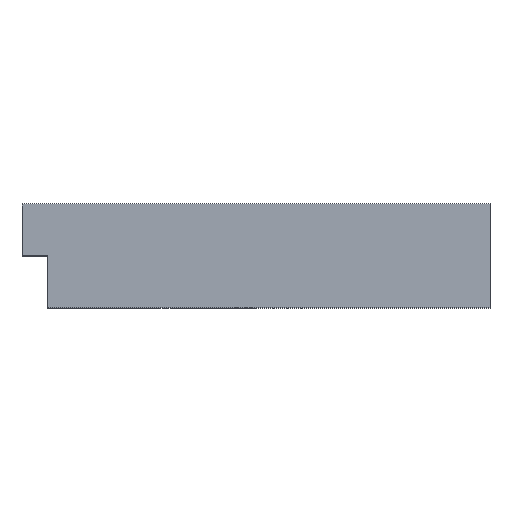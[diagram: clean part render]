
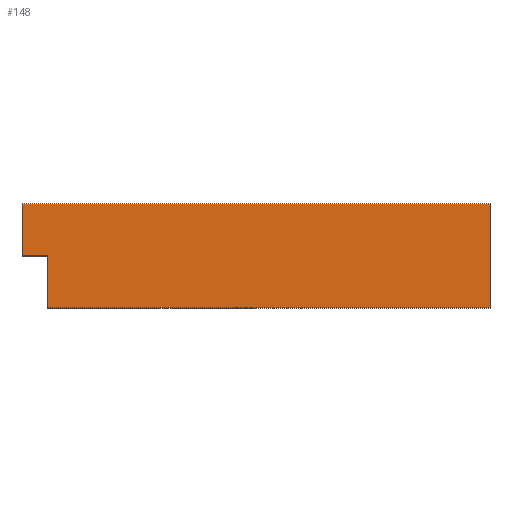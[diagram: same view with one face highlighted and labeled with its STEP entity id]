
A CAD part, top view. The second image highlights one B-rep face of the part: STEP entity #148.
In plain terms, the highlighted planar face has unit normal (0, 0, 1).
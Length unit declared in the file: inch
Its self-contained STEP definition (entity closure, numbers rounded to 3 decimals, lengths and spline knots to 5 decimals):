
#22=FACE_OUTER_BOUND('',#30,.T.);
#30=EDGE_LOOP('',(#127,#128,#129,#130,#131,#132));
#31=LINE('',#211,#49);
#35=LINE('',#219,#53);
#38=LINE('',#225,#56);
#41=LINE('',#231,#59);
#44=LINE('',#237,#62);
#47=LINE('',#242,#65);
#49=VECTOR('',#175,0.3937);
#53=VECTOR('',#181,0.3937);
#56=VECTOR('',#186,0.3937);
#59=VECTOR('',#191,0.3937);
#62=VECTOR('',#196,0.3937);
#65=VECTOR('',#201,0.3937);
#67=VERTEX_POINT('',#209);
#68=VERTEX_POINT('',#210);
#71=VERTEX_POINT('',#218);
#73=VERTEX_POINT('',#224);
#75=VERTEX_POINT('',#230);
#77=VERTEX_POINT('',#236);
#79=EDGE_CURVE('',#67,#68,#31,.T.);
#83=EDGE_CURVE('',#68,#71,#35,.T.);
#86=EDGE_CURVE('',#71,#73,#38,.T.);
#89=EDGE_CURVE('',#75,#73,#41,.T.);
#92=EDGE_CURVE('',#77,#75,#44,.T.);
#95=EDGE_CURVE('',#67,#77,#47,.T.);
#127=ORIENTED_EDGE('',*,*,#95,.F.);
#128=ORIENTED_EDGE('',*,*,#79,.T.);
#129=ORIENTED_EDGE('',*,*,#83,.T.);
#130=ORIENTED_EDGE('',*,*,#86,.T.);
#131=ORIENTED_EDGE('',*,*,#89,.F.);
#132=ORIENTED_EDGE('',*,*,#92,.F.);
#140=PLANE('',#170);
#148=ADVANCED_FACE('',(#22),#140,.F.);
#170=AXIS2_PLACEMENT_3D('',#245,#205,#206);
#175=DIRECTION('',(0.,-1.,0.));
#181=DIRECTION('',(1.,0.,0.));
#186=DIRECTION('',(0.,1.,0.));
#191=DIRECTION('',(1.,0.,0.));
#196=DIRECTION('',(0.,1.,0.));
#201=DIRECTION('',(-1.,0.,0.));
#205=DIRECTION('center_axis',(0.,0.,-1.));
#206=DIRECTION('ref_axis',(1.,0.,0.));
#209=CARTESIAN_POINT('',(-63.2367,1675.24701,-16.42206));
#210=CARTESIAN_POINT('',(-63.2367,1667.24701,-16.42206));
#211=CARTESIAN_POINT('',(-63.2367,1683.24701,-16.42206));
#218=CARTESIAN_POINT('',(4.7633,1667.24701,-16.42206));
#219=CARTESIAN_POINT('',(-63.2367,1667.24701,-16.42206));
#224=CARTESIAN_POINT('',(4.7633,1683.24701,-16.42206));
#225=CARTESIAN_POINT('',(4.7633,1679.24701,-16.42206));
#230=CARTESIAN_POINT('',(-67.2367,1683.24701,-16.42206));
#231=CARTESIAN_POINT('',(-67.2367,1683.24701,-16.42206));
#236=CARTESIAN_POINT('',(-67.2367,1675.24701,-16.42206));
#237=CARTESIAN_POINT('',(-67.2367,1675.24701,-16.42206));
#242=CARTESIAN_POINT('',(-63.2367,1675.24701,-16.42206));
#245=CARTESIAN_POINT('Origin',(-31.2367,1675.24701,-16.42206));
